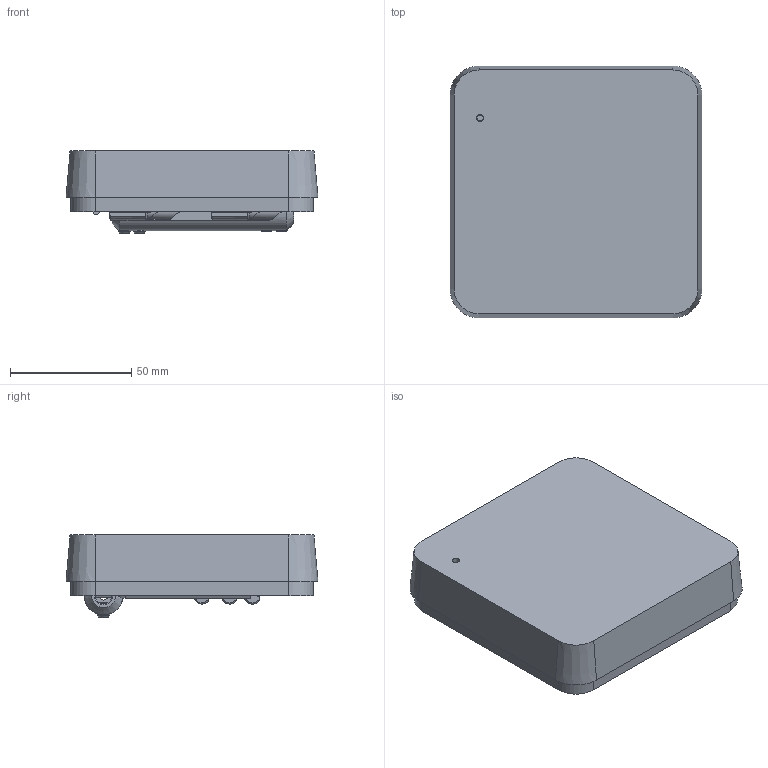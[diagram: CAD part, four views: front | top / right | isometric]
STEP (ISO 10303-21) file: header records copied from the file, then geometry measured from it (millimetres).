
FILE_DESCRIPTION (( 'STEP AP203' ), '1' );
FILE_NAME ('SET.6R.step', '2024-04-24T07:23:06', ( '' ), ( '' ), 'SwSTEP 2.0', 'SolidWorks 2022', '' );
FILE_SCHEMA (( 'CONFIG_CONTROL_DESIGN' ));
Length unit declared in the file: millimetre
Products named in the file (12): R010.1008-10; R010.1508-10; R010.2508-20; SET.6R; R010.2008-10; A.GST004; 676.0016-D_.0012-D; VP00000079; 111.645; 676.0016-D_montiert; A.ZST004; R010.3008-20
Assembly tree (15 placements, depth 3):
  SET.6R
    VP00000079
    676.0016-D_montiert
      676.0016-D_.0012-D
      A.ZST004  x2
      A.GST004  x4
    111.645
    R010.2508-20
    R010.2008-10
    R010.1508-10
    R010.3008-20
    R010.1008-10
Bounding box: 104 x 104 x 33.85 mm (x, y, z)
Volume: 220608.2 mm3; surface area: 49485.2 mm2
Topology: 14 solids, 14 shells, 436 faces, 1139 edges, 734 vertices
Faces by surface type: plane 280, cylinder 87, cone 29, torus 25, bspline 11, sphere 4
Full cylindrical faces by diameter (mm): 2 x6, 2.9 x1, 3.7 x1, 4.2 x4, 5 x4, 6 x1, 7 x1, 16 x1
Entity records: 14235 total; most frequent: CARTESIAN_POINT 3869, ORIENTED_EDGE 1950, DIRECTION 1698, EDGE_CURVE 975, LINE 650, VECTOR 650, VERTEX_POINT 649, AXIS2_PLACEMENT_3D 524
